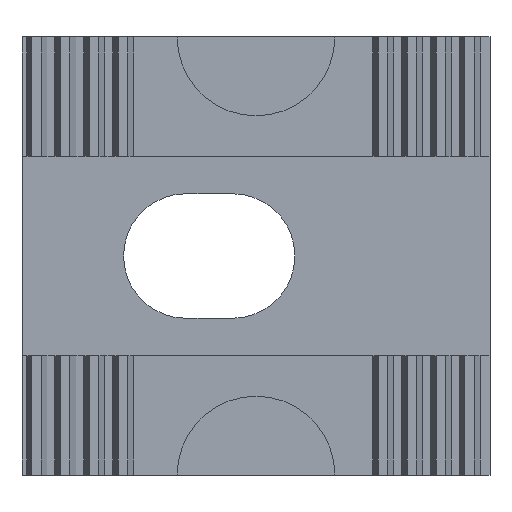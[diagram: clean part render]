
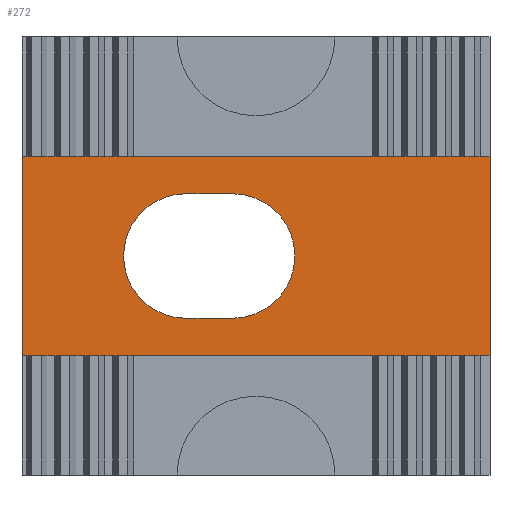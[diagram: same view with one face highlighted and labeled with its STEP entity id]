
A CAD part, front view. The second image highlights one B-rep face of the part: STEP entity #272.
In plain terms, the highlighted planar face has unit normal (0, -1, 0).
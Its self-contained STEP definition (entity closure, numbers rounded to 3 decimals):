
#272=ADVANCED_FACE('',(#548,#549),#550,.T.);
#548=FACE_BOUND('',#827,.T.);
#549=FACE_OUTER_BOUND('',#828,.T.);
#550=PLANE('',#829);
#827=EDGE_LOOP('',(#1643,#1644,#1645,#1646,#1647,#1648));
#828=EDGE_LOOP('',(#1649,#1650,#1651,#1652));
#829=AXIS2_PLACEMENT_3D('',#1653,#1654,#1655);
#1643=ORIENTED_EDGE('',*,*,#1752,.T.);
#1644=ORIENTED_EDGE('',*,*,#2072,.T.);
#1645=ORIENTED_EDGE('',*,*,#2074,.T.);
#1646=ORIENTED_EDGE('',*,*,#2063,.T.);
#1647=ORIENTED_EDGE('',*,*,#1759,.T.);
#1648=ORIENTED_EDGE('',*,*,#2067,.T.);
#1649=ORIENTED_EDGE('',*,*,#2083,.F.);
#1650=ORIENTED_EDGE('',*,*,#1902,.T.);
#1651=ORIENTED_EDGE('',*,*,#2084,.F.);
#1652=ORIENTED_EDGE('',*,*,#2079,.T.);
#1653=CARTESIAN_POINT('',(23.5,1.76,0.0));
#1654=DIRECTION('',(0.0,-1.0,0.0));
#1655=DIRECTION('',(0.0,0.0,-1.0));
#1752=EDGE_CURVE('',#2108,#2105,#2109,.T.);
#1759=EDGE_CURVE('',#2115,#2119,#2121,.T.);
#1902=EDGE_CURVE('',#2391,#2389,#2392,.T.);
#2063=EDGE_CURVE('',#2585,#2115,#2586,.T.);
#2067=EDGE_CURVE('',#2119,#2108,#2591,.T.);
#2072=EDGE_CURVE('',#2105,#2596,#2598,.T.);
#2074=EDGE_CURVE('',#2596,#2585,#2600,.T.);
#2079=EDGE_CURVE('',#2607,#2605,#2608,.T.);
#2083=EDGE_CURVE('',#2391,#2605,#2613,.T.);
#2084=EDGE_CURVE('',#2607,#2389,#2614,.T.);
#2105=VERTEX_POINT('',#2635);
#2108=VERTEX_POINT('',#2639);
#2109=CIRCLE('',#2640,6.25);
#2115=VERTEX_POINT('',#2647);
#2119=VERTEX_POINT('',#2652);
#2121=CIRCLE('',#2655,6.25);
#2389=VERTEX_POINT('',#3051);
#2391=VERTEX_POINT('',#3054);
#2392=LINE('',#3055,#3056);
#2585=VERTEX_POINT('',#3345);
#2586=CIRCLE('',#3346,6.25);
#2591=LINE('',#3352,#3353);
#2596=VERTEX_POINT('',#3359);
#2598=CIRCLE('',#3362,6.25);
#2600=LINE('',#3364,#3365);
#2605=VERTEX_POINT('',#3372);
#2607=VERTEX_POINT('',#3375);
#2608=LINE('',#3376,#3377);
#2613=LINE('',#3384,#3385);
#2614=LINE('',#3386,#3387);
#2635=CARTESIAN_POINT('',(10.2,1.76,0.));
#2639=CARTESIAN_POINT('',(16.45,1.76,-6.25));
#2640=AXIS2_PLACEMENT_3D('',#3417,#3418,#3419);
#2647=CARTESIAN_POINT('',(27.4,1.76,0.));
#2652=CARTESIAN_POINT('',(21.15,1.76,-6.25));
#2655=AXIS2_PLACEMENT_3D('',#3429,#3430,#3431);
#3051=CARTESIAN_POINT('',(0.0,1.76,10.0));
#3054=CARTESIAN_POINT('',(47.0,1.76,10.0));
#3055=CARTESIAN_POINT('',(23.5,1.76,10.0));
#3056=VECTOR('',#3573,1.0);
#3345=CARTESIAN_POINT('',(21.15,1.76,6.25));
#3346=AXIS2_PLACEMENT_3D('',#3670,#3671,#3672);
#3352=CARTESIAN_POINT('',(21.15,1.76,-6.25));
#3353=VECTOR('',#3677,1.0);
#3359=CARTESIAN_POINT('',(16.45,1.76,6.25));
#3362=AXIS2_PLACEMENT_3D('',#3683,#3684,#3685);
#3364=CARTESIAN_POINT('',(21.15,1.76,6.25));
#3365=VECTOR('',#3686,1.0);
#3372=CARTESIAN_POINT('',(47.0,1.76,-10.0));
#3375=CARTESIAN_POINT('',(0.0,1.76,-10.0));
#3376=CARTESIAN_POINT('',(23.5,1.76,-10.0));
#3377=VECTOR('',#3690,1.0);
#3384=CARTESIAN_POINT('',(47.0,1.76,0.0));
#3385=VECTOR('',#3693,1.0);
#3386=CARTESIAN_POINT('',(0.0,1.76,0.0));
#3387=VECTOR('',#3694,1.0);
#3417=CARTESIAN_POINT('',(16.45,1.76,0.));
#3418=DIRECTION('',(-0.0,1.0,0.0));
#3419=DIRECTION('',(1.0,0.0,0.0));
#3429=CARTESIAN_POINT('',(21.15,1.76,0.));
#3430=DIRECTION('',(-0.0,1.0,0.0));
#3431=DIRECTION('',(1.0,0.0,0.0));
#3573=DIRECTION('',(-1.0,0.0,0.0));
#3670=CARTESIAN_POINT('',(21.15,1.76,0.));
#3671=DIRECTION('',(-0.0,1.0,0.0));
#3672=DIRECTION('',(1.0,0.0,0.0));
#3677=DIRECTION('',(-1.0,-0.0,-0.0));
#3683=CARTESIAN_POINT('',(16.45,1.76,0.));
#3684=DIRECTION('',(-0.0,1.0,0.0));
#3685=DIRECTION('',(1.0,0.0,0.0));
#3686=DIRECTION('',(1.0,0.0,0.0));
#3690=DIRECTION('',(1.0,0.0,0.0));
#3693=DIRECTION('',(-0.0,-0.0,-1.0));
#3694=DIRECTION('',(-0.0,0.0,1.0));
